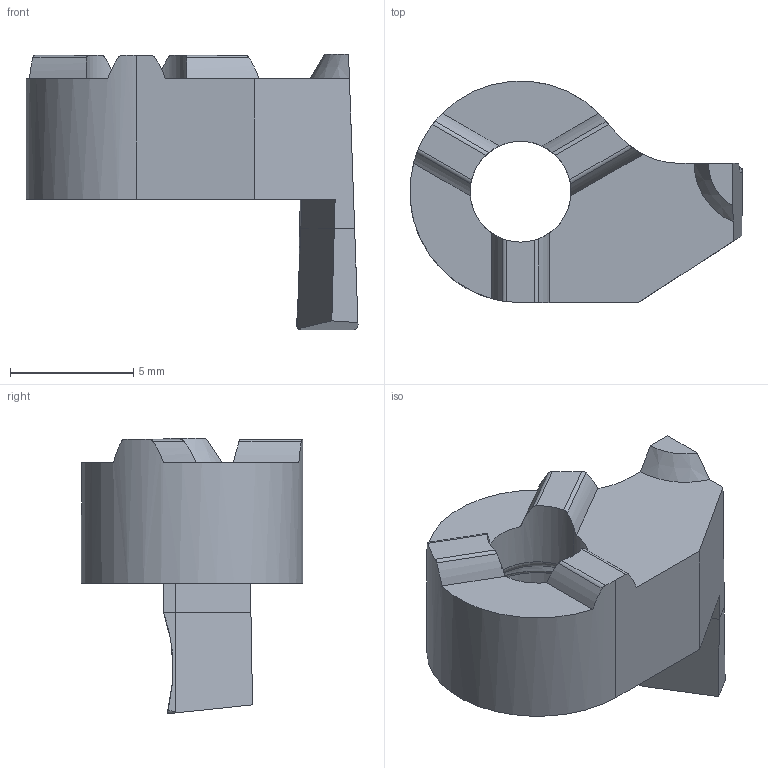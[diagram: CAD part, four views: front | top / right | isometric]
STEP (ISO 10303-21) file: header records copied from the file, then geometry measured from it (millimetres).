
FILE_DESCRIPTION(/* description */ (''),/* implementation_level */ '2;1');
FILE_NAME(/* name */ '1643705380908.stp',/* time_stamp */ '2022-02-01T14:19:55+06:00',/* author */ (''),/* organization */ ('SMS'),/* preprocessor_version */ 'ST-DEVELOPER v16.7',/* originating_system */ 'SIEMENS PLM Software NX 12.0',/* authorisation */ '');
FILE_SCHEMA (('AUTOMOTIVE_DESIGN { 1 0 10303 214 3 1 1 1 }'));
Length unit declared in the file: millimetre
Products named in the file (1): 203958375mod000_00
Bounding box: 13.49 x 8.99 x 11.2 mm (x, y, z)
Volume: 369.9 mm3; surface area: 483.8 mm2
Topology: 2 solids, 2 shells, 50 faces, 134 edges, 92 vertices
Faces by surface type: cylinder 22, plane 21, torus 4, cone 3
Entity records: 1790 total; most frequent: CARTESIAN_POINT 509, ORIENTED_EDGE 266, DIRECTION 237, EDGE_CURVE 133, VERTEX_POINT 86, AXIS2_PLACEMENT_3D 86, LINE 65, VECTOR 65
